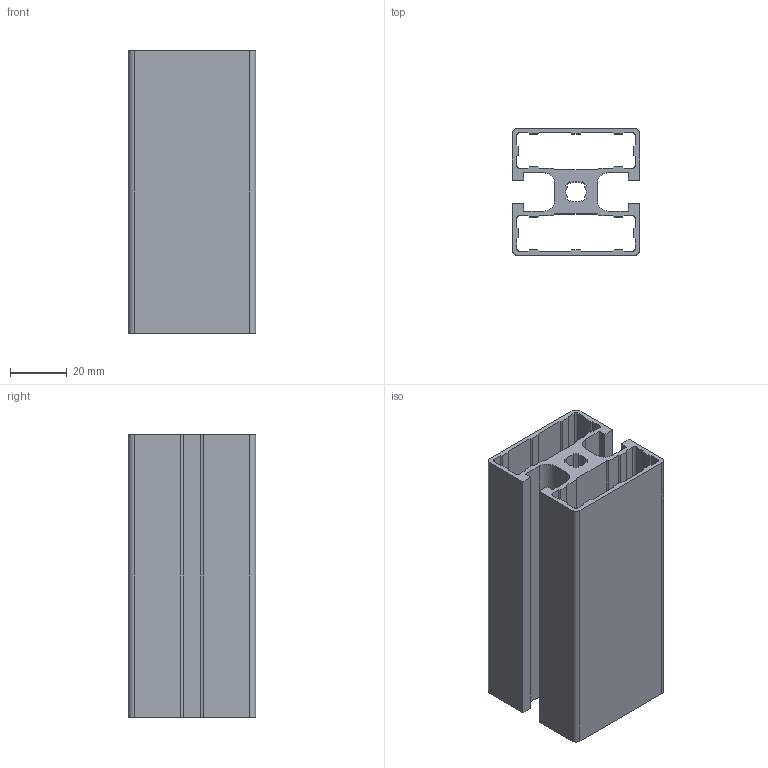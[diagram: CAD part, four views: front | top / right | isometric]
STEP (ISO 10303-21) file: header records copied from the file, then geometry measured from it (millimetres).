
FILE_DESCRIPTION((''),'2;1');
FILE_NAME('K_124546-100.stp','2013-02-18T10:55:01',('VeronikaF'),(''),'Autodesk Inventor 2011','Autodesk Inventor 2011','');
FILE_SCHEMA(('AUTOMOTIVE_DESIGN { 1 0 10303 214 1 1 1 1 }'));
Length unit declared in the file: millimetre
Products named in the file (1): 124546
Bounding box: 45 x 45 x 100 mm (x, y, z)
Volume: 56973.8 mm3; surface area: 51250.3 mm2
Topology: 1 solids, 1 shells, 126 faces, 372 edges, 248 vertices
Faces by surface type: plane 102, cylinder 24
Entity records: 4202 total; most frequent: CARTESIAN_POINT 747, ORIENTED_EDGE 744, DIRECTION 674, EDGE_CURVE 372, VECTOR 324, LINE 324, VERTEX_POINT 248, AXIS2_PLACEMENT_3D 175
